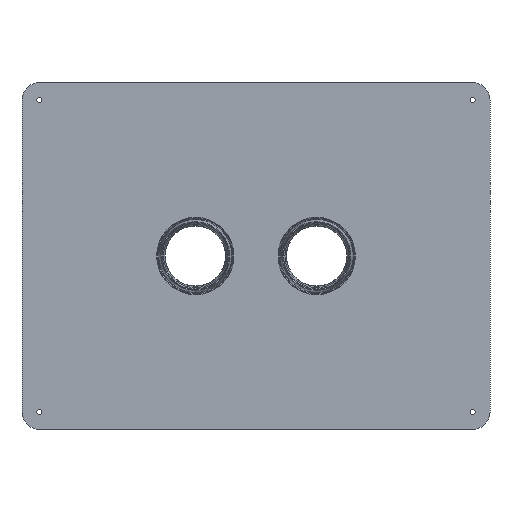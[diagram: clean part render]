
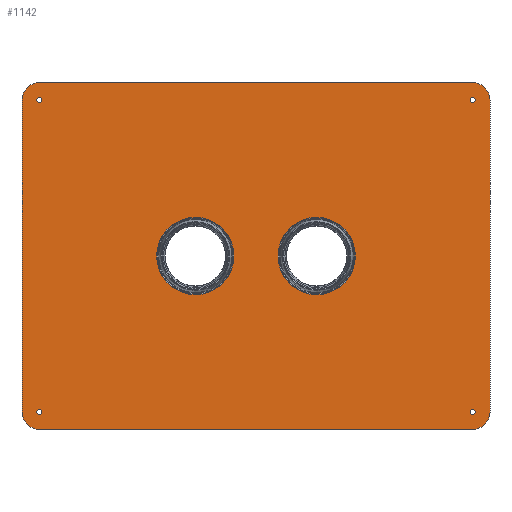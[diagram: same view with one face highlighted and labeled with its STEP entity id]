
A CAD part, front view. The second image highlights one B-rep face of the part: STEP entity #1142.
In plain terms, the highlighted planar face has unit normal (0, -1, 0).
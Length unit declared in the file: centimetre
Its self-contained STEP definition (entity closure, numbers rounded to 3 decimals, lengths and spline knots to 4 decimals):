
#28=FACE_BOUND('',#215,.T.);
#29=FACE_BOUND('',#216,.T.);
#30=FACE_BOUND('',#217,.T.);
#31=FACE_BOUND('',#218,.T.);
#32=FACE_BOUND('',#219,.T.);
#33=FACE_BOUND('',#220,.T.);
#39=PLANE('',#1418);
#136=FACE_OUTER_BOUND('',#214,.T.);
#214=EDGE_LOOP('',(#933,#934,#935,#936,#937,#938,#939,#940));
#215=EDGE_LOOP('',(#941));
#216=EDGE_LOOP('',(#942));
#217=EDGE_LOOP('',(#943));
#218=EDGE_LOOP('',(#944));
#219=EDGE_LOOP('',(#945));
#220=EDGE_LOOP('',(#946));
#305=CIRCLE('',#1371,44.6042);
#315=CIRCLE('',#1386,44.6042);
#318=CIRCLE('',#1391,3.);
#320=CIRCLE('',#1394,3.);
#322=CIRCLE('',#1397,3.);
#324=CIRCLE('',#1400,3.);
#325=CIRCLE('',#1402,20.);
#330=CIRCLE('',#1410,20.);
#331=CIRCLE('',#1412,20.);
#332=CIRCLE('',#1415,20.);
#432=VERTEX_POINT('',#2219);
#440=VERTEX_POINT('',#2245);
#442=VERTEX_POINT('',#2254);
#444=VERTEX_POINT('',#2260);
#446=VERTEX_POINT('',#2266);
#448=VERTEX_POINT('',#2272);
#449=VERTEX_POINT('',#2276);
#450=VERTEX_POINT('',#2277);
#459=VERTEX_POINT('',#2299);
#460=VERTEX_POINT('',#2303);
#461=VERTEX_POINT('',#2307);
#462=VERTEX_POINT('',#2308);
#463=VERTEX_POINT('',#2313);
#464=VERTEX_POINT('',#2317);
#579=EDGE_CURVE('',#432,#432,#305,.T.);
#592=EDGE_CURVE('',#440,#440,#315,.T.);
#597=EDGE_CURVE('',#442,#442,#318,.T.);
#600=EDGE_CURVE('',#444,#444,#320,.T.);
#603=EDGE_CURVE('',#446,#446,#322,.T.);
#606=EDGE_CURVE('',#448,#448,#324,.T.);
#607=EDGE_CURVE('',#449,#450,#325,.T.);
#618=EDGE_CURVE('',#459,#450,#1209,.T.);
#620=EDGE_CURVE('',#459,#460,#330,.T.);
#622=EDGE_CURVE('',#461,#462,#331,.T.);
#626=EDGE_CURVE('',#461,#463,#1215,.T.);
#627=EDGE_CURVE('',#464,#463,#332,.T.);
#629=EDGE_CURVE('',#464,#460,#1217,.T.);
#630=EDGE_CURVE('',#449,#462,#1218,.T.);
#933=ORIENTED_EDGE('',*,*,#607,.F.);
#934=ORIENTED_EDGE('',*,*,#630,.T.);
#935=ORIENTED_EDGE('',*,*,#622,.F.);
#936=ORIENTED_EDGE('',*,*,#626,.T.);
#937=ORIENTED_EDGE('',*,*,#627,.F.);
#938=ORIENTED_EDGE('',*,*,#629,.T.);
#939=ORIENTED_EDGE('',*,*,#620,.F.);
#940=ORIENTED_EDGE('',*,*,#618,.T.);
#941=ORIENTED_EDGE('',*,*,#579,.F.);
#942=ORIENTED_EDGE('',*,*,#592,.F.);
#943=ORIENTED_EDGE('',*,*,#597,.T.);
#944=ORIENTED_EDGE('',*,*,#600,.T.);
#945=ORIENTED_EDGE('',*,*,#603,.T.);
#946=ORIENTED_EDGE('',*,*,#606,.T.);
#1142=ADVANCED_FACE('',(#136,#28,#29,#30,#31,#32,#33),#39,.T.);
#1209=LINE('',#2300,#1262);
#1215=LINE('',#2315,#1268);
#1217=LINE('',#2321,#1270);
#1218=LINE('',#2323,#1271);
#1262=VECTOR('',#1770,1.);
#1268=VECTOR('',#1786,1.);
#1270=VECTOR('',#1794,1.);
#1271=VECTOR('',#1797,1.);
#1371=AXIS2_PLACEMENT_3D('',#2221,#1680,#1681);
#1386=AXIS2_PLACEMENT_3D('',#2247,#1713,#1714);
#1391=AXIS2_PLACEMENT_3D('',#2256,#1725,#1726);
#1394=AXIS2_PLACEMENT_3D('',#2262,#1732,#1733);
#1397=AXIS2_PLACEMENT_3D('',#2268,#1739,#1740);
#1400=AXIS2_PLACEMENT_3D('',#2274,#1746,#1747);
#1402=AXIS2_PLACEMENT_3D('',#2278,#1750,#1751);
#1410=AXIS2_PLACEMENT_3D('',#2304,#1774,#1775);
#1412=AXIS2_PLACEMENT_3D('',#2309,#1779,#1780);
#1415=AXIS2_PLACEMENT_3D('',#2318,#1789,#1790);
#1418=AXIS2_PLACEMENT_3D('',#2324,#1798,#1799);
#1680=DIRECTION('center_axis',(0.,-1.,0.));
#1681=DIRECTION('ref_axis',(0.,0.,-1.));
#1713=DIRECTION('center_axis',(0.,-1.,0.));
#1714=DIRECTION('ref_axis',(0.,0.,-1.));
#1725=DIRECTION('center_axis',(0.,1.,0.));
#1726=DIRECTION('ref_axis',(-1.,0.,0.));
#1732=DIRECTION('center_axis',(0.,1.,0.));
#1733=DIRECTION('ref_axis',(1.,0.,0.));
#1739=DIRECTION('center_axis',(0.,1.,0.));
#1740=DIRECTION('ref_axis',(1.,0.,0.));
#1746=DIRECTION('center_axis',(0.,1.,0.));
#1747=DIRECTION('ref_axis',(-1.,0.,0.));
#1750=DIRECTION('center_axis',(0.,1.,0.));
#1751=DIRECTION('ref_axis',(0.707,0.,0.707));
#1770=DIRECTION('',(0.,0.,1.));
#1774=DIRECTION('center_axis',(0.,1.,0.));
#1775=DIRECTION('ref_axis',(0.707,0.,-0.707));
#1779=DIRECTION('center_axis',(0.,1.,0.));
#1780=DIRECTION('ref_axis',(-0.707,0.,0.707));
#1786=DIRECTION('',(0.,0.,-1.));
#1789=DIRECTION('center_axis',(0.,1.,0.));
#1790=DIRECTION('ref_axis',(-0.707,0.,-0.707));
#1794=DIRECTION('',(1.,0.,0.));
#1797=DIRECTION('',(-1.,0.,0.));
#1798=DIRECTION('center_axis',(0.,-1.,0.));
#1799=DIRECTION('ref_axis',(0.,0.,-1.));
#2219=CARTESIAN_POINT('',(-70.,0.,244.6042));
#2221=CARTESIAN_POINT('Origin',(-70.,0.,
200.));
#2245=CARTESIAN_POINT('',(70.,0.,244.6042));
#2247=CARTESIAN_POINT('Origin',(70.,0.,200.));
#2254=CARTESIAN_POINT('',(-247.,0.,380.));
#2256=CARTESIAN_POINT('Origin',(-250.,0.,380.));
#2260=CARTESIAN_POINT('',(247.,0.,20.));
#2262=CARTESIAN_POINT('Origin',(250.,0.,20.));
#2266=CARTESIAN_POINT('',(247.,0.,380.));
#2268=CARTESIAN_POINT('Origin',(250.,0.,380.));
#2272=CARTESIAN_POINT('',(-247.,0.,20.));
#2274=CARTESIAN_POINT('Origin',(-250.,0.,20.));
#2276=CARTESIAN_POINT('',(250.,0.,400.));
#2277=CARTESIAN_POINT('',(270.,0.,380.));
#2278=CARTESIAN_POINT('Origin',(250.,0.,380.));
#2299=CARTESIAN_POINT('',(270.,0.,20.));
#2300=CARTESIAN_POINT('',(270.,0.,200.));
#2303=CARTESIAN_POINT('',(250.,0.,0.));
#2304=CARTESIAN_POINT('Origin',(250.,0.,20.));
#2307=CARTESIAN_POINT('',(-270.,0.,380.));
#2308=CARTESIAN_POINT('',(-250.,0.,400.));
#2309=CARTESIAN_POINT('Origin',(-250.,0.,380.));
#2313=CARTESIAN_POINT('',(-270.,0.,20.));
#2315=CARTESIAN_POINT('',(-270.,0.,0.));
#2317=CARTESIAN_POINT('',(-250.,0.,0.));
#2318=CARTESIAN_POINT('Origin',(-250.,0.,20.));
#2321=CARTESIAN_POINT('',(270.,0.,0.));
#2323=CARTESIAN_POINT('',(-270.,0.,400.));
#2324=CARTESIAN_POINT('Origin',(0.,0.,200.));
